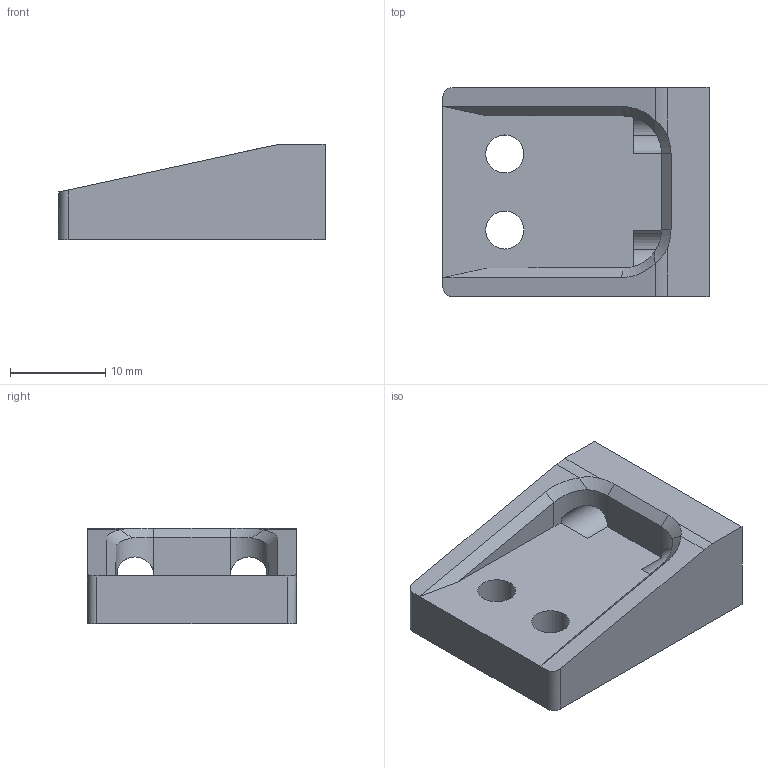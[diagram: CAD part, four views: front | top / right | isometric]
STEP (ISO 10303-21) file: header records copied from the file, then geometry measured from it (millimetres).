
FILE_DESCRIPTION (( 'STEP AP203' ), '1' );
FILE_NAME ('Cable_Chain_Support.STEP', '2023-04-26T11:25:27', ( '' ), ( '' ), 'SwSTEP 2.0', 'SolidWorks 2018', '' );
FILE_SCHEMA (( 'CONFIG_CONTROL_DESIGN' ));
Length unit declared in the file: millimetre
Products named in the file (1): Cable_Chain_Support
Bounding box: 28 x 22 x 10 mm (x, y, z)
Volume: 3679.1 mm3; surface area: 2357.6 mm2
Topology: 1 solids, 1 shells, 35 faces, 97 edges, 62 vertices
Faces by surface type: plane 17, cylinder 14, bspline 2, cone 2
Entity records: 1430 total; most frequent: CARTESIAN_POINT 465, ORIENTED_EDGE 194, DIRECTION 173, EDGE_CURVE 97, VERTEX_POINT 62, AXIS2_PLACEMENT_3D 60, VECTOR 53, LINE 53
